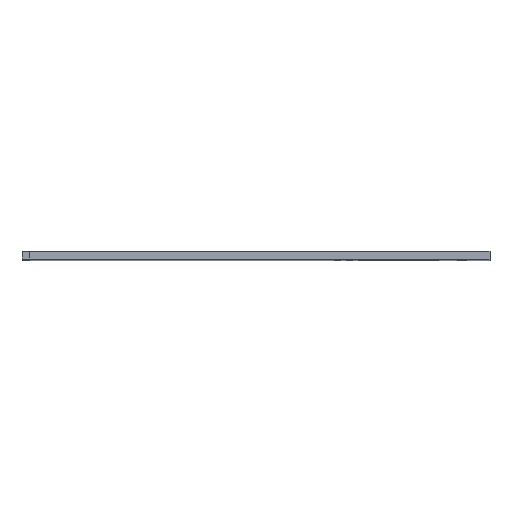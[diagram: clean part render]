
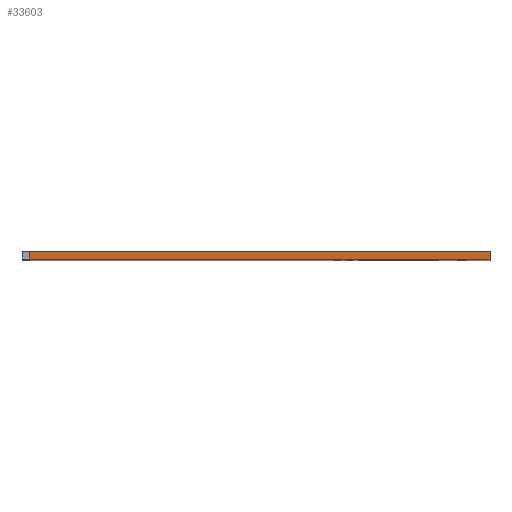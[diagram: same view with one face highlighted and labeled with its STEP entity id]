
A CAD part, top view. The second image highlights one B-rep face of the part: STEP entity #33603.
In plain terms, the highlighted planar face has unit normal (0, 0, 1).
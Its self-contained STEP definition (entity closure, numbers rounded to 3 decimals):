
#2944 = EDGE_CURVE ( 'NONE', #19834, #26496, #7230, .T. ) ;
#3374 = DIRECTION ( 'NONE',  ( 1., 0., 0. ) ) ;
#3647 = DIRECTION ( 'NONE',  ( 0., 0., -1. ) ) ;
#3780 = CARTESIAN_POINT ( 'NONE',  ( 0., 0., 452.222 ) ) ;
#3842 = CARTESIAN_POINT ( 'NONE',  ( 300., -5., 452.222 ) ) ;
#4067 = ORIENTED_EDGE ( 'NONE', *, *, #16940, .F. ) ;
#4847 = CARTESIAN_POINT ( 'NONE',  ( 300., -5., 452.222 ) ) ;
#6237 = DIRECTION ( 'NONE',  ( 0., -1., 0. ) ) ;
#7230 = LINE ( 'NONE', #3780, #28419 ) ;
#7755 = CARTESIAN_POINT ( 'NONE',  ( 0., 0., 452.222 ) ) ;
#7863 = LINE ( 'NONE', #4847, #16634 ) ;
#8452 = AXIS2_PLACEMENT_3D ( 'NONE', #29521, #3647, #10116 ) ;
#10116 = DIRECTION ( 'NONE',  ( 0., 1., 0. ) ) ;
#11169 = DIRECTION ( 'NONE',  ( 0., -1., 0. ) ) ;
#14000 = LINE ( 'NONE', #7755, #38318 ) ;
#15262 = EDGE_LOOP ( 'NONE', ( #38099, #4067, #26916, #15396 ) ) ;
#15396 = ORIENTED_EDGE ( 'NONE', *, *, #17921, .T. ) ;
#16634 = VECTOR ( 'NONE', #40562, 1000. ) ;
#16940 = EDGE_CURVE ( 'NONE', #26496, #32476, #19784, .T. ) ;
#17921 = EDGE_CURVE ( 'NONE', #19834, #22738, #14000, .T. ) ;
#19784 = LINE ( 'NONE', #35723, #23021 ) ;
#19834 = VERTEX_POINT ( 'NONE', #26887 ) ;
#21881 = EDGE_CURVE ( 'NONE', #22738, #32476, #7863, .T. ) ;
#22738 = VERTEX_POINT ( 'NONE', #30799 ) ;
#23021 = VECTOR ( 'NONE', #6237, 1000. ) ;
#26496 = VERTEX_POINT ( 'NONE', #30827 ) ;
#26887 = CARTESIAN_POINT ( 'NONE',  ( 0., 0., 452.222 ) ) ;
#26916 = ORIENTED_EDGE ( 'NONE', *, *, #2944, .F. ) ;
#28419 = VECTOR ( 'NONE', #3374, 1000. ) ;
#29521 = CARTESIAN_POINT ( 'NONE',  ( 300., 0., 452.222 ) ) ;
#30799 = CARTESIAN_POINT ( 'NONE',  ( 0., -5., 452.222 ) ) ;
#30827 = CARTESIAN_POINT ( 'NONE',  ( 300., 0., 452.222 ) ) ;
#32476 = VERTEX_POINT ( 'NONE', #3842 ) ;
#33603 = ADVANCED_FACE ( 'NONE', ( #39596 ), #38979, .F. ) ;
#35723 = CARTESIAN_POINT ( 'NONE',  ( 300., 0., 452.222 ) ) ;
#38099 = ORIENTED_EDGE ( 'NONE', *, *, #21881, .T. ) ;
#38318 = VECTOR ( 'NONE', #11169, 1000. ) ;
#38979 = PLANE ( 'NONE',  #8452 ) ;
#39596 = FACE_OUTER_BOUND ( 'NONE', #15262, .T. ) ;
#40562 = DIRECTION ( 'NONE',  ( 1., 0., 0. ) ) ;
